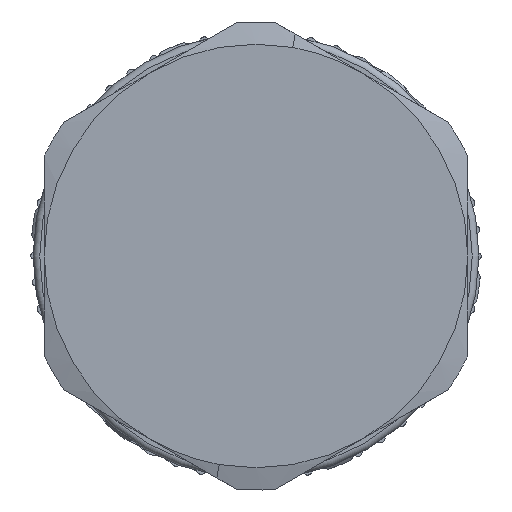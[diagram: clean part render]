
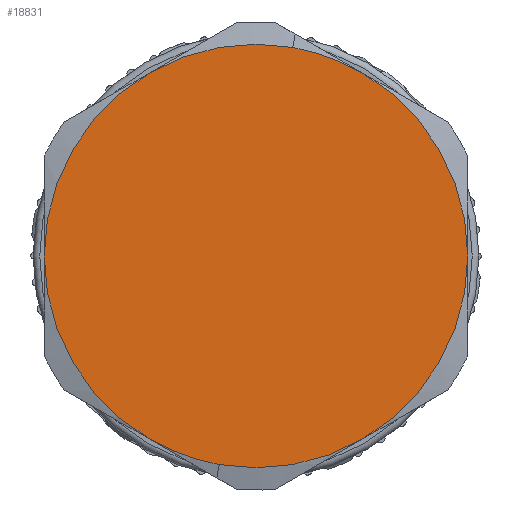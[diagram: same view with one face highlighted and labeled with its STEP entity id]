
A CAD part, left-side view. The second image highlights one B-rep face of the part: STEP entity #18831.
In plain terms, the highlighted planar face has unit normal (-1, 0, 0).
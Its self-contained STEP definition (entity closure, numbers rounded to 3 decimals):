
#18369=CARTESIAN_POINT('',(-38.,7.277,-6.106));
#18370=VERTEX_POINT('',#18369);
#18382=CARTESIAN_POINT('',(-38.,9.5,-0.));
#18383=VERTEX_POINT('',#18382);
#18384=CARTESIAN_POINT('',(-38.,0.,0.));
#18385=DIRECTION('',(-1.,0.,0.));
#18386=DIRECTION('',(0.,-0.342,0.94));
#18387=AXIS2_PLACEMENT_3D('',#18384,#18385,#18386);
#18388=CIRCLE('',#18387,9.5);
#18389=EDGE_CURVE('',#18383,#18370,#18388,.T.);
#18445=CARTESIAN_POINT('',(-38.,8.927,3.249));
#18446=VERTEX_POINT('',#18445);
#18477=CARTESIAN_POINT('',(-38.,1.65,9.356));
#18478=VERTEX_POINT('',#18477);
#18509=CARTESIAN_POINT('',(-38.,0.,0.));
#18510=DIRECTION('',(-1.,0.,0.));
#18511=DIRECTION('',(0.,-0.342,0.94));
#18512=AXIS2_PLACEMENT_3D('',#18509,#18510,#18511);
#18513=CIRCLE('',#18512,9.5);
#18514=EDGE_CURVE('',#18478,#18446,#18513,.T.);
#18528=CARTESIAN_POINT('',(-38.,-7.277,6.106));
#18529=VERTEX_POINT('',#18528);
#18565=CARTESIAN_POINT('',(-38.,0.,0.));
#18566=DIRECTION('',(-1.,0.,0.));
#18567=DIRECTION('',(0.,-0.342,0.94));
#18568=AXIS2_PLACEMENT_3D('',#18565,#18566,#18567);
#18569=CIRCLE('',#18568,9.5);
#18570=EDGE_CURVE('',#18529,#18478,#18569,.T.);
#18599=CARTESIAN_POINT('',(-38.,-8.927,-3.249));
#18600=VERTEX_POINT('',#18599);
#18637=CARTESIAN_POINT('',(-38.,-1.65,-9.356));
#18638=VERTEX_POINT('',#18637);
#18639=CARTESIAN_POINT('',(-38.,0.,0.));
#18640=DIRECTION('',(-1.,0.,0.));
#18641=DIRECTION('',(0.,-0.342,0.94));
#18642=AXIS2_PLACEMENT_3D('',#18639,#18640,#18641);
#18643=CIRCLE('',#18642,9.5);
#18644=EDGE_CURVE('',#18638,#18600,#18643,.T.);
#18673=CARTESIAN_POINT('',(-38.,-9.5,-0.));
#18674=VERTEX_POINT('',#18673);
#18675=CARTESIAN_POINT('',(-38.,0.,0.));
#18676=DIRECTION('',(-1.,0.,0.));
#18677=DIRECTION('',(0.,-0.342,0.94));
#18678=AXIS2_PLACEMENT_3D('',#18675,#18676,#18677);
#18679=CIRCLE('',#18678,9.5);
#18680=EDGE_CURVE('',#18674,#18529,#18679,.T.);
#18760=CARTESIAN_POINT('',(-38.,0.,0.));
#18761=DIRECTION('',(-1.,0.,0.));
#18762=DIRECTION('',(0.,-0.342,0.94));
#18763=AXIS2_PLACEMENT_3D('',#18760,#18761,#18762);
#18764=CIRCLE('',#18763,9.5);
#18765=EDGE_CURVE('',#18370,#18638,#18764,.T.);
#18804=CARTESIAN_POINT('',(-38.,0.,0.));
#18805=DIRECTION('',(-1.,0.,0.));
#18806=DIRECTION('',(0.,0.342,-0.94));
#18807=AXIS2_PLACEMENT_3D('',#18804,#18805,#18806);
#18808=PLANE('',#18807);
#18809=ORIENTED_EDGE('',*,*,#18644,.T.);
#18810=CARTESIAN_POINT('',(-38.,0.,0.));
#18811=DIRECTION('',(-1.,0.,0.));
#18812=DIRECTION('',(0.,-0.342,0.94));
#18813=AXIS2_PLACEMENT_3D('',#18810,#18811,#18812);
#18814=CIRCLE('',#18813,9.5);
#18815=EDGE_CURVE('',#18600,#18674,#18814,.T.);
#18816=ORIENTED_EDGE('',*,*,#18815,.T.);
#18817=ORIENTED_EDGE('',*,*,#18680,.T.);
#18818=ORIENTED_EDGE('',*,*,#18570,.T.);
#18819=ORIENTED_EDGE('',*,*,#18514,.T.);
#18820=CARTESIAN_POINT('',(-38.,0.,0.));
#18821=DIRECTION('',(-1.,0.,0.));
#18822=DIRECTION('',(0.,-0.342,0.94));
#18823=AXIS2_PLACEMENT_3D('',#18820,#18821,#18822);
#18824=CIRCLE('',#18823,9.5);
#18825=EDGE_CURVE('',#18446,#18383,#18824,.T.);
#18826=ORIENTED_EDGE('',*,*,#18825,.T.);
#18827=ORIENTED_EDGE('',*,*,#18389,.T.);
#18828=ORIENTED_EDGE('',*,*,#18765,.T.);
#18829=EDGE_LOOP('',(#18809,#18816,#18817,#18818,#18819,#18826,#18827,#18828));
#18830=FACE_BOUND('',#18829,.T.);
#18831=ADVANCED_FACE('',(#18830),#18808,.T.);
